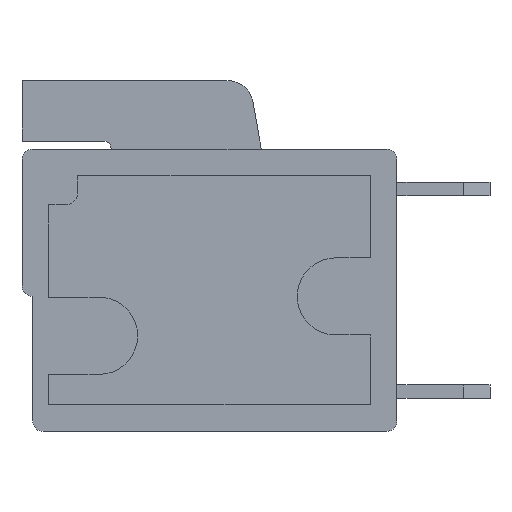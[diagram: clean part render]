
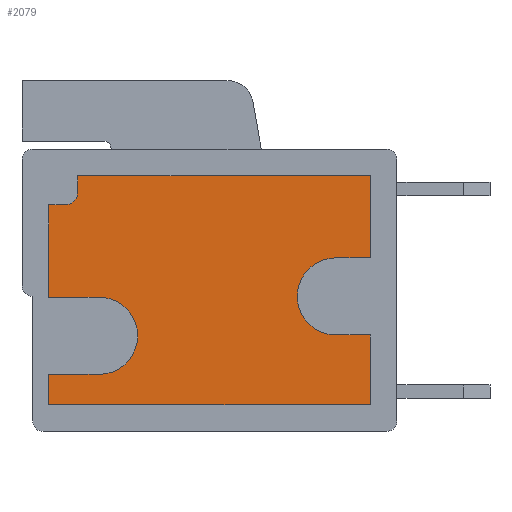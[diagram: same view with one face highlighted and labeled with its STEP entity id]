
A CAD part, left-side view. The second image highlights one B-rep face of the part: STEP entity #2079.
In plain terms, the highlighted planar face has unit normal (-1, 0, 0).
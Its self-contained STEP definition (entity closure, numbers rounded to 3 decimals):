
#38 = DIRECTION ( 'NONE',  ( -1., 0., 0. ) ) ;
#122 = LINE ( 'NONE', #251, #8191 ) ;
#251 = CARTESIAN_POINT ( 'NONE',  ( 1.5, 0., -12.2 ) ) ;
#262 = ORIENTED_EDGE ( 'NONE', *, *, #7490, .T. ) ;
#284 = ORIENTED_EDGE ( 'NONE', *, *, #6555, .T. ) ;
#314 = VECTOR ( 'NONE', #9403, 1000. ) ;
#514 = CARTESIAN_POINT ( 'NONE',  ( 1.5, 2.3, -6.67 ) ) ;
#648 = ORIENTED_EDGE ( 'NONE', *, *, #10927, .F. ) ;
#721 = VERTEX_POINT ( 'NONE', #6652 ) ;
#996 = DIRECTION ( 'NONE',  ( 1., 0., 0. ) ) ;
#1336 = CIRCLE ( 'NONE', #8998, 0.5 ) ;
#1385 = LINE ( 'NONE', #13008, #10119 ) ;
#1437 = DIRECTION ( 'NONE',  ( 0., 1., 0. ) ) ;
#1634 = VERTEX_POINT ( 'NONE', #3309 ) ;
#1765 = CARTESIAN_POINT ( 'NONE',  ( 1.5, 0., -9.57 ) ) ;
#1799 = CARTESIAN_POINT ( 'NONE',  ( 1.5, 12., -4.18 ) ) ;
#2079 = ADVANCED_FACE ( 'NONE', ( #3574 ), #11920, .T. ) ;
#2262 = CARTESIAN_POINT ( 'NONE',  ( 1.5, 11.2, -11.05 ) ) ;
#2521 = CIRCLE ( 'NONE', #11924, 1.45 ) ;
#2535 = DIRECTION ( 'NONE',  ( 0., 0., 1. ) ) ;
#2802 = DIRECTION ( 'NONE',  ( 0., -1., 0. ) ) ;
#2811 = CARTESIAN_POINT ( 'NONE',  ( 1.5, 1., -9.57 ) ) ;
#2842 = EDGE_CURVE ( 'NONE', #12592, #7714, #11960, .T. ) ;
#3052 = DIRECTION ( 'NONE',  ( 0., 0., 1. ) ) ;
#3081 = DIRECTION ( 'NONE',  ( 0., -1., 0. ) ) ;
#3174 = VECTOR ( 'NONE', #1437, 1000. ) ;
#3190 = VECTOR ( 'NONE', #3052, 1000. ) ;
#3238 = VECTOR ( 'NONE', #13107, 1000. ) ;
#3309 = CARTESIAN_POINT ( 'NONE',  ( 1.5, 1., -3.58 ) ) ;
#3400 = EDGE_CURVE ( 'NONE', #11080, #1634, #5225, .T. ) ;
#3471 = VECTOR ( 'NONE', #8720, 1000. ) ;
#3574 = FACE_OUTER_BOUND ( 'NONE', #5070, .T. ) ;
#3883 = LINE ( 'NONE', #9022, #3238 ) ;
#3884 = LINE ( 'NONE', #11462, #3190 ) ;
#3999 = CIRCLE ( 'NONE', #9039, 1.45 ) ;
#4079 = ORIENTED_EDGE ( 'NONE', *, *, #6321, .T. ) ;
#4081 = VECTOR ( 'NONE', #2802, 1000. ) ;
#4125 = ORIENTED_EDGE ( 'NONE', *, *, #6605, .F. ) ;
#4137 = EDGE_CURVE ( 'NONE', #6931, #6439, #4278, .T. ) ;
#4172 = CARTESIAN_POINT ( 'NONE',  ( 1.5, 2.3, -9.57 ) ) ;
#4278 = LINE ( 'NONE', #10565, #7559 ) ;
#4575 = ORIENTED_EDGE ( 'NONE', *, *, #10205, .T. ) ;
#4608 = VERTEX_POINT ( 'NONE', #4172 ) ;
#4847 = CARTESIAN_POINT ( 'NONE',  ( 1.5, 13.1, -8.15 ) ) ;
#4861 = ORIENTED_EDGE ( 'NONE', *, *, #10013, .F. ) ;
#4943 = DIRECTION ( 'NONE',  ( 0., -1., 0. ) ) ;
#4992 = ORIENTED_EDGE ( 'NONE', *, *, #10744, .F. ) ;
#5056 = DIRECTION ( 'NONE',  ( 0., 0., 1. ) ) ;
#5070 = EDGE_LOOP ( 'NONE', ( #4079, #13074, #8375, #9642, #284, #4861, #4992, #4125, #262, #5273, #6806, #648, #6073, #4575, #8808 ) ) ;
#5225 = LINE ( 'NONE', #10617, #314 ) ;
#5273 = ORIENTED_EDGE ( 'NONE', *, *, #4137, .T. ) ;
#5530 = DIRECTION ( 'NONE',  ( 0., 0., 1. ) ) ;
#5798 = VECTOR ( 'NONE', #6903, 1000. ) ;
#6010 = LINE ( 'NONE', #1765, #5798 ) ;
#6073 = ORIENTED_EDGE ( 'NONE', *, *, #9597, .F. ) ;
#6294 = AXIS2_PLACEMENT_3D ( 'NONE', #9880, #8638, #2535 ) ;
#6321 = EDGE_CURVE ( 'NONE', #11080, #8205, #12933, .T. ) ;
#6439 = VERTEX_POINT ( 'NONE', #2811 ) ;
#6555 = EDGE_CURVE ( 'NONE', #12592, #8387, #3883, .T. ) ;
#6605 = EDGE_CURVE ( 'NONE', #11248, #7560, #12970, .T. ) ;
#6652 = CARTESIAN_POINT ( 'NONE',  ( 1.5, 1., -6.67 ) ) ;
#6670 = EDGE_CURVE ( 'NONE', #8205, #8184, #1336, .T. ) ;
#6756 = CARTESIAN_POINT ( 'NONE',  ( 1.5, 12., -3.58 ) ) ;
#6806 = ORIENTED_EDGE ( 'NONE', *, *, #8715, .T. ) ;
#6903 = DIRECTION ( 'NONE',  ( 0., 1., 0. ) ) ;
#6931 = VERTEX_POINT ( 'NONE', #13026 ) ;
#7044 = CARTESIAN_POINT ( 'NONE',  ( 1.5, 0., -4.68 ) ) ;
#7093 = CARTESIAN_POINT ( 'NONE',  ( 1.5, 13.1, -12.2 ) ) ;
#7490 = EDGE_CURVE ( 'NONE', #11248, #6931, #122, .T. ) ;
#7523 = CARTESIAN_POINT ( 'NONE',  ( 1.5, 13.1, -11.05 ) ) ;
#7559 = VECTOR ( 'NONE', #11722, 1000. ) ;
#7560 = VERTEX_POINT ( 'NONE', #7523 ) ;
#7714 = VERTEX_POINT ( 'NONE', #12920 ) ;
#8184 = VERTEX_POINT ( 'NONE', #10436 ) ;
#8191 = VECTOR ( 'NONE', #3081, 1000. ) ;
#8205 = VERTEX_POINT ( 'NONE', #1799 ) ;
#8222 = CARTESIAN_POINT ( 'NONE',  ( 1.5, 2.3, -8.12 ) ) ;
#8375 = ORIENTED_EDGE ( 'NONE', *, *, #12206, .F. ) ;
#8387 = VERTEX_POINT ( 'NONE', #12053 ) ;
#8638 = DIRECTION ( 'NONE',  ( -1., 0., 0. ) ) ;
#8715 = EDGE_CURVE ( 'NONE', #6439, #4608, #6010, .T. ) ;
#8720 = DIRECTION ( 'NONE',  ( 0., 0., -1. ) ) ;
#8808 = ORIENTED_EDGE ( 'NONE', *, *, #3400, .F. ) ;
#8923 = CARTESIAN_POINT ( 'NONE',  ( 1.5, 12., 0. ) ) ;
#8998 = AXIS2_PLACEMENT_3D ( 'NONE', #11336, #996, #5056 ) ;
#9022 = CARTESIAN_POINT ( 'NONE',  ( 1.5, 0., -8.15 ) ) ;
#9039 = AXIS2_PLACEMENT_3D ( 'NONE', #8222, #12378, #11358 ) ;
#9403 = DIRECTION ( 'NONE',  ( 0., -1., 0. ) ) ;
#9582 = CARTESIAN_POINT ( 'NONE',  ( 1.5, 11.2, -9.6 ) ) ;
#9597 = EDGE_CURVE ( 'NONE', #721, #10080, #11772, .T. ) ;
#9642 = ORIENTED_EDGE ( 'NONE', *, *, #2842, .F. ) ;
#9880 = CARTESIAN_POINT ( 'NONE',  ( 1.5, 0., 0. ) ) ;
#10013 = EDGE_CURVE ( 'NONE', #11752, #8387, #2521, .T. ) ;
#10080 = VERTEX_POINT ( 'NONE', #514 ) ;
#10119 = VECTOR ( 'NONE', #4943, 1000. ) ;
#10205 = EDGE_CURVE ( 'NONE', #721, #1634, #3884, .T. ) ;
#10436 = CARTESIAN_POINT ( 'NONE',  ( 1.5, 12.5, -4.68 ) ) ;
#10565 = CARTESIAN_POINT ( 'NONE',  ( 1.5, 1., 0. ) ) ;
#10617 = CARTESIAN_POINT ( 'NONE',  ( 1.5, 0., -3.58 ) ) ;
#10744 = EDGE_CURVE ( 'NONE', #7560, #11752, #1385, .T. ) ;
#10907 = VECTOR ( 'NONE', #12147, 1000. ) ;
#10927 = EDGE_CURVE ( 'NONE', #10080, #4608, #3999, .T. ) ;
#11064 = CARTESIAN_POINT ( 'NONE',  ( 1.5, 13.1, 0. ) ) ;
#11080 = VERTEX_POINT ( 'NONE', #6756 ) ;
#11198 = DIRECTION ( 'NONE',  ( 0., 0., 1. ) ) ;
#11248 = VERTEX_POINT ( 'NONE', #7093 ) ;
#11336 = CARTESIAN_POINT ( 'NONE',  ( 1.5, 12.5, -4.18 ) ) ;
#11358 = DIRECTION ( 'NONE',  ( 0., 0., 1. ) ) ;
#11360 = VECTOR ( 'NONE', #11198, 1000. ) ;
#11462 = CARTESIAN_POINT ( 'NONE',  ( 1.5, 1., 0. ) ) ;
#11565 = CARTESIAN_POINT ( 'NONE',  ( 1.5, 0., -6.67 ) ) ;
#11722 = DIRECTION ( 'NONE',  ( 0., 0., 1. ) ) ;
#11752 = VERTEX_POINT ( 'NONE', #2262 ) ;
#11772 = LINE ( 'NONE', #11565, #3174 ) ;
#11920 = PLANE ( 'NONE',  #6294 ) ;
#11924 = AXIS2_PLACEMENT_3D ( 'NONE', #9582, #38, #5530 ) ;
#11960 = LINE ( 'NONE', #13169, #11360 ) ;
#12053 = CARTESIAN_POINT ( 'NONE',  ( 1.5, 11.2, -8.15 ) ) ;
#12147 = DIRECTION ( 'NONE',  ( 0., 0., 1. ) ) ;
#12206 = EDGE_CURVE ( 'NONE', #7714, #8184, #13335, .T. ) ;
#12378 = DIRECTION ( 'NONE',  ( -1., 0., 0. ) ) ;
#12592 = VERTEX_POINT ( 'NONE', #4847 ) ;
#12920 = CARTESIAN_POINT ( 'NONE',  ( 1.5, 13.1, -4.68 ) ) ;
#12933 = LINE ( 'NONE', #8923, #3471 ) ;
#12970 = LINE ( 'NONE', #11064, #10907 ) ;
#13008 = CARTESIAN_POINT ( 'NONE',  ( 1.5, 0., -11.05 ) ) ;
#13026 = CARTESIAN_POINT ( 'NONE',  ( 1.5, 1., -12.2 ) ) ;
#13074 = ORIENTED_EDGE ( 'NONE', *, *, #6670, .T. ) ;
#13107 = DIRECTION ( 'NONE',  ( 0., -1., 0. ) ) ;
#13169 = CARTESIAN_POINT ( 'NONE',  ( 1.5, 13.1, 0. ) ) ;
#13335 = LINE ( 'NONE', #7044, #4081 ) ;
